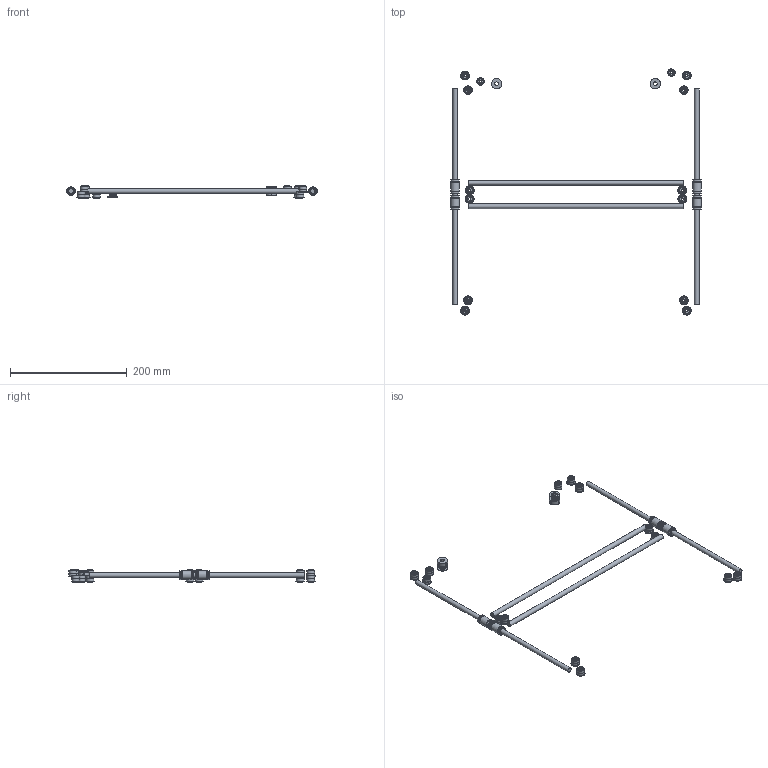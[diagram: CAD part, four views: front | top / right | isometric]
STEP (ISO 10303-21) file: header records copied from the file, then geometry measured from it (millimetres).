
FILE_DESCRIPTION(('FreeCAD Model'),'2;1');
FILE_NAME('Core(XY).step','2015-09-30T22:28:28',( 'Author'),(''),'Open CASCADE STEP processor 6.8','FreeCAD','Unknown' );
FILE_SCHEMA(('AUTOMOTIVE_DESIGN_CC2 { 1 2 10303 214 -1 1 5 4 }'));
Length unit declared in the file: millimetre
Products named in the file (1): Bearings_import01
Bounding box: 429.31 x 422 x 21 mm (x, y, z)
Volume: 108535.4 mm3; surface area: 69272.8 mm2
Topology: 66 solids, 66 shells, 908 faces, 1844 edges, 1176 vertices
Faces by surface type: cylinder 500, plane 244, torus 164
Full cylindrical faces by diameter (mm): 4 x28, 4.3 x28, 6.6 x32, 8 x8, 9 x28, 9.2 x8, 10.4 x32, 12.4 x8, 13 x28, 14.3 x8, 15 x24
Entity records: 57921 total; most frequent: CARTESIAN_POINT 19541, DIRECTION 7704, ORIENTED_EDGE 3688, PCURVE 3688, DEFINITIONAL_REPRESENTATION 3688, LINE 2816, VECTOR 2816, AXIS2_PLACEMENT_3D 2221
